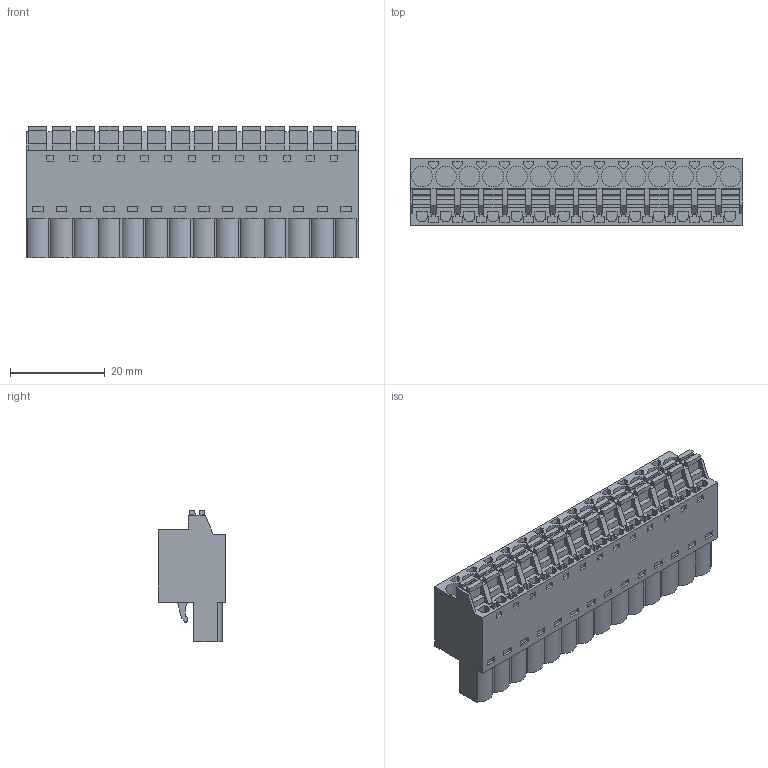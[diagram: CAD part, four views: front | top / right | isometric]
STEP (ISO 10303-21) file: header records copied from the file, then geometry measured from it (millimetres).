
FILE_DESCRIPTION(('CATIA V5 STEP Exchange','CAx-IF Rec.Pracs.--- Model Styling and Organization---1.2---2011-12-15'),'2;1');
FILE_NAME ('D1446775_0_1018010000_1018010000.stp','2017-04-27T12:36:17+00:00',('none'),('Weidmueller'),'CATIA Version 5-6 Release 2014','CATIA V5 STEP AP214','none');
FILE_SCHEMA(('AUTOMOTIVE_DESIGN { 1 0 10303 214 1 1 1 1 }'));
Length unit declared in the file: millimetre
Products named in the file (1): 1018010000
Bounding box: 70 x 14.2 x 27.73 mm (x, y, z)
Volume: 17544.2 mm3; surface area: 9338.8 mm2
Topology: 15 solids, 15 shells, 1163 faces, 3393 edges, 2371 vertices
Faces by surface type: plane 1057, cylinder 102, extrusion 4
Entity records: 37352 total; most frequent: ORIENTED_EDGE 6786, CARTESIAN_POINT 6664, DIRECTION 4863, EDGE_CURVE 3393, VECTOR 3158, LINE 3154, VERTEX_POINT 2371, EDGE_LOOP 1300
